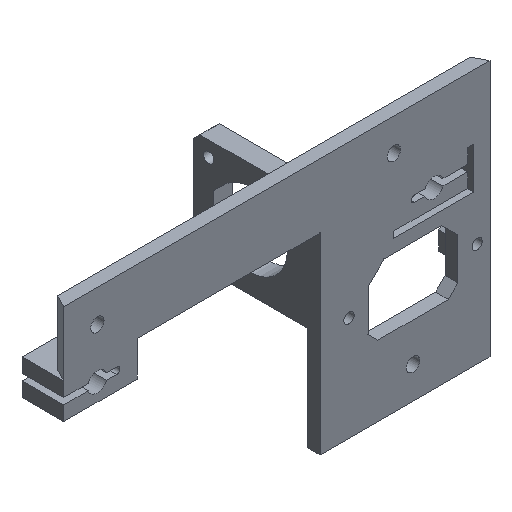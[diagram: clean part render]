
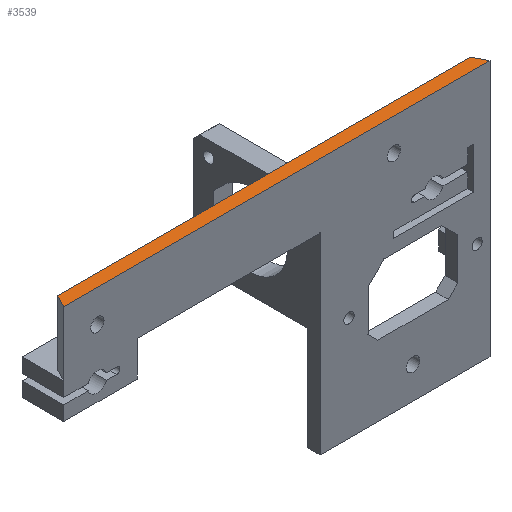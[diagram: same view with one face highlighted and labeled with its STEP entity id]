
A CAD part, isometric view. The second image highlights one B-rep face of the part: STEP entity #3539.
In plain terms, the highlighted planar face has unit normal (0, 0, 1).
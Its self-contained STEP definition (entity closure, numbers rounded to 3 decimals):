
#94 = PLANE('',#95);
#95 = AXIS2_PLACEMENT_3D('',#96,#97,#98);
#96 = CARTESIAN_POINT('',(69.555,0.,
    -8.861));
#97 = DIRECTION('',(0.,-1.,0.));
#98 = DIRECTION('',(-1.,0.,0.));
#310 = PLANE('',#311);
#311 = AXIS2_PLACEMENT_3D('',#312,#313,#314);
#312 = CARTESIAN_POINT('',(87.,4.,-22.83));
#313 = DIRECTION('',(0.,-1.,0.));
#314 = DIRECTION('',(0.,0.,-1.));
#2404 = VERTEX_POINT('',#2405);
#2405 = CARTESIAN_POINT('',(2.,4.,20.));
#2419 = PLANE('',#2420);
#2420 = AXIS2_PLACEMENT_3D('',#2421,#2422,#2423);
#2421 = CARTESIAN_POINT('',(0.,0.,20.));
#2422 = DIRECTION('',(0.894,-0.447,0.));
#2423 = DIRECTION('',(0.447,0.894,0.));
#2431 = EDGE_CURVE('',#2404,#2432,#2434,.T.);
#2432 = VERTEX_POINT('',#2433);
#2433 = CARTESIAN_POINT('',(131.,4.,20.));
#2434 = SURFACE_CURVE('',#2435,(#2439,#2446),.PCURVE_S1.);
#2435 = LINE('',#2436,#2437);
#2436 = CARTESIAN_POINT('',(0.,4.,20.));
#2437 = VECTOR('',#2438,1.);
#2438 = DIRECTION('',(1.,0.,0.));
#2439 = PCURVE('',#310,#2440);
#2440 = DEFINITIONAL_REPRESENTATION('',(#2441),#2445);
#2441 = LINE('',#2442,#2443);
#2442 = CARTESIAN_POINT('',(-42.83,-87.));
#2443 = VECTOR('',#2444,1.);
#2444 = DIRECTION('',(0.,1.));
#2445 = ( GEOMETRIC_REPRESENTATION_CONTEXT(2) 
PARAMETRIC_REPRESENTATION_CONTEXT() REPRESENTATION_CONTEXT('2D SPACE',''
  ) );
#2446 = PCURVE('',#2447,#2452);
#2447 = PLANE('',#2448);
#2448 = AXIS2_PLACEMENT_3D('',#2449,#2450,#2451);
#2449 = CARTESIAN_POINT('',(0.,0.,20.));
#2450 = DIRECTION('',(0.,0.,1.));
#2451 = DIRECTION('',(1.,0.,0.));
#2452 = DEFINITIONAL_REPRESENTATION('',(#2453),#2457);
#2453 = LINE('',#2454,#2455);
#2454 = CARTESIAN_POINT('',(0.,4.));
#2455 = VECTOR('',#2456,1.);
#2456 = DIRECTION('',(1.,0.));
#2457 = ( GEOMETRIC_REPRESENTATION_CONTEXT(2) 
PARAMETRIC_REPRESENTATION_CONTEXT() REPRESENTATION_CONTEXT('2D SPACE',''
  ) );
#2475 = PLANE('',#2476);
#2476 = AXIS2_PLACEMENT_3D('',#2477,#2478,#2479);
#2477 = CARTESIAN_POINT('',(133.,0.,20.));
#2478 = DIRECTION('',(0.894,0.447,0.));
#2479 = DIRECTION('',(-0.447,0.894,0.));
#3495 = VERTEX_POINT('',#3496);
#3496 = CARTESIAN_POINT('',(133.,0.,20.));
#3519 = EDGE_CURVE('',#3495,#2432,#3520,.T.);
#3520 = SURFACE_CURVE('',#3521,(#3525,#3532),.PCURVE_S1.);
#3521 = LINE('',#3522,#3523);
#3522 = CARTESIAN_POINT('',(133.,0.,20.));
#3523 = VECTOR('',#3524,1.);
#3524 = DIRECTION('',(-0.447,0.894,0.));
#3525 = PCURVE('',#2475,#3526);
#3526 = DEFINITIONAL_REPRESENTATION('',(#3527),#3531);
#3527 = LINE('',#3528,#3529);
#3528 = CARTESIAN_POINT('',(0.,0.));
#3529 = VECTOR('',#3530,1.);
#3530 = DIRECTION('',(1.,0.));
#3531 = ( GEOMETRIC_REPRESENTATION_CONTEXT(2) 
PARAMETRIC_REPRESENTATION_CONTEXT() REPRESENTATION_CONTEXT('2D SPACE',''
  ) );
#3532 = PCURVE('',#2447,#3533);
#3533 = DEFINITIONAL_REPRESENTATION('',(#3534),#3538);
#3534 = LINE('',#3535,#3536);
#3535 = CARTESIAN_POINT('',(133.,0.));
#3536 = VECTOR('',#3537,1.);
#3537 = DIRECTION('',(-0.447,0.894));
#3538 = ( GEOMETRIC_REPRESENTATION_CONTEXT(2) 
PARAMETRIC_REPRESENTATION_CONTEXT() REPRESENTATION_CONTEXT('2D SPACE',''
  ) );
#3539 = ADVANCED_FACE('',(#3540),#2447,.T.);
#3540 = FACE_BOUND('',#3541,.T.);
#3541 = EDGE_LOOP('',(#3542,#3565,#3586,#3587));
#3542 = ORIENTED_EDGE('',*,*,#3543,.F.);
#3543 = EDGE_CURVE('',#3544,#2404,#3546,.T.);
#3544 = VERTEX_POINT('',#3545);
#3545 = CARTESIAN_POINT('',(0.,0.,20.));
#3546 = SURFACE_CURVE('',#3547,(#3551,#3558),.PCURVE_S1.);
#3547 = LINE('',#3548,#3549);
#3548 = CARTESIAN_POINT('',(0.,0.,20.));
#3549 = VECTOR('',#3550,1.);
#3550 = DIRECTION('',(0.447,0.894,0.));
#3551 = PCURVE('',#2447,#3552);
#3552 = DEFINITIONAL_REPRESENTATION('',(#3553),#3557);
#3553 = LINE('',#3554,#3555);
#3554 = CARTESIAN_POINT('',(0.,0.));
#3555 = VECTOR('',#3556,1.);
#3556 = DIRECTION('',(0.447,0.894));
#3557 = ( GEOMETRIC_REPRESENTATION_CONTEXT(2) 
PARAMETRIC_REPRESENTATION_CONTEXT() REPRESENTATION_CONTEXT('2D SPACE',''
  ) );
#3558 = PCURVE('',#2419,#3559);
#3559 = DEFINITIONAL_REPRESENTATION('',(#3560),#3564);
#3560 = LINE('',#3561,#3562);
#3561 = CARTESIAN_POINT('',(0.,0.));
#3562 = VECTOR('',#3563,1.);
#3563 = DIRECTION('',(1.,0.));
#3564 = ( GEOMETRIC_REPRESENTATION_CONTEXT(2) 
PARAMETRIC_REPRESENTATION_CONTEXT() REPRESENTATION_CONTEXT('2D SPACE',''
  ) );
#3565 = ORIENTED_EDGE('',*,*,#3566,.T.);
#3566 = EDGE_CURVE('',#3544,#3495,#3567,.T.);
#3567 = SURFACE_CURVE('',#3568,(#3572,#3579),.PCURVE_S1.);
#3568 = LINE('',#3569,#3570);
#3569 = CARTESIAN_POINT('',(0.,0.,20.));
#3570 = VECTOR('',#3571,1.);
#3571 = DIRECTION('',(1.,0.,0.));
#3572 = PCURVE('',#2447,#3573);
#3573 = DEFINITIONAL_REPRESENTATION('',(#3574),#3578);
#3574 = LINE('',#3575,#3576);
#3575 = CARTESIAN_POINT('',(0.,0.));
#3576 = VECTOR('',#3577,1.);
#3577 = DIRECTION('',(1.,0.));
#3578 = ( GEOMETRIC_REPRESENTATION_CONTEXT(2) 
PARAMETRIC_REPRESENTATION_CONTEXT() REPRESENTATION_CONTEXT('2D SPACE',''
  ) );
#3579 = PCURVE('',#94,#3580);
#3580 = DEFINITIONAL_REPRESENTATION('',(#3581),#3585);
#3581 = LINE('',#3582,#3583);
#3582 = CARTESIAN_POINT('',(69.555,-28.861));
#3583 = VECTOR('',#3584,1.);
#3584 = DIRECTION('',(-1.,0.));
#3585 = ( GEOMETRIC_REPRESENTATION_CONTEXT(2) 
PARAMETRIC_REPRESENTATION_CONTEXT() REPRESENTATION_CONTEXT('2D SPACE',''
  ) );
#3586 = ORIENTED_EDGE('',*,*,#3519,.T.);
#3587 = ORIENTED_EDGE('',*,*,#2431,.F.);
